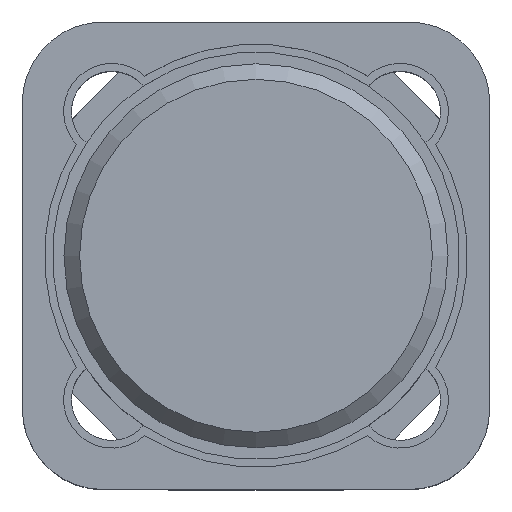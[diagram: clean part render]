
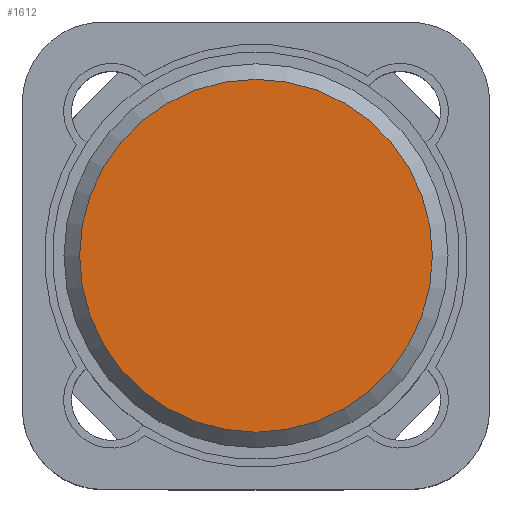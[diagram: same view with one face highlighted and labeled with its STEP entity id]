
A CAD part, top view. The second image highlights one B-rep face of the part: STEP entity #1612.
In plain terms, the highlighted planar face has unit normal (0, 0, 1).
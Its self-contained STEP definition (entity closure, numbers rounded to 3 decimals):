
#1594 = VERTEX_POINT('',#1595);
#1595 = CARTESIAN_POINT('',(5.66,0.,8.6));
#1600 = EDGE_CURVE('',#1594,#1594,#1601,.T.);
#1601 = CIRCLE('',#1602,5.66);
#1602 = AXIS2_PLACEMENT_3D('',#1603,#1604,#1605);
#1603 = CARTESIAN_POINT('',(0.,0.,8.6));
#1604 = DIRECTION('',(0.,0.,1.));
#1605 = DIRECTION('',(1.,0.,0.));
#1612 = ADVANCED_FACE('',(#1613),#1616,.T.);
#1613 = FACE_BOUND('',#1614,.T.);
#1614 = EDGE_LOOP('',(#1615));
#1615 = ORIENTED_EDGE('',*,*,#1600,.T.);
#1616 = PLANE('',#1617);
#1617 = AXIS2_PLACEMENT_3D('',#1618,#1619,#1620);
#1618 = CARTESIAN_POINT('',(0.,0.,8.6));
#1619 = DIRECTION('',(0.,0.,1.));
#1620 = DIRECTION('',(1.,0.,0.));
